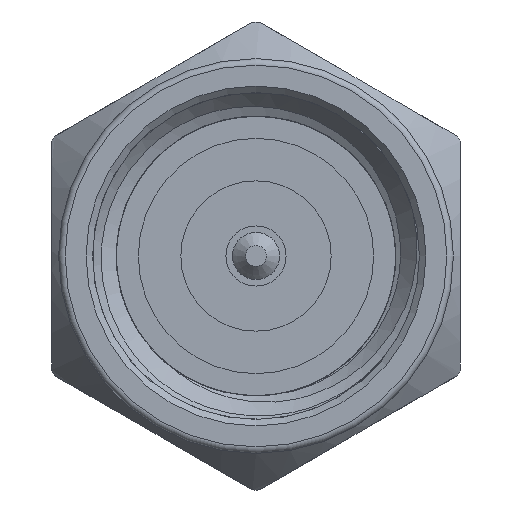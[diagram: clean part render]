
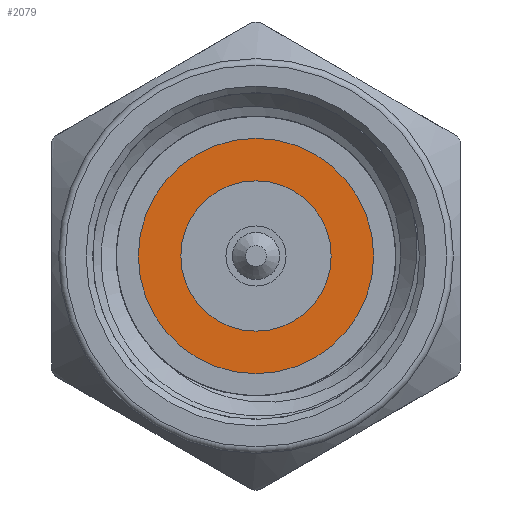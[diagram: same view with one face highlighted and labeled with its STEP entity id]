
A CAD part, left-side view. The second image highlights one B-rep face of the part: STEP entity #2079.
In plain terms, the highlighted planar face has unit normal (-1, 0, 0).
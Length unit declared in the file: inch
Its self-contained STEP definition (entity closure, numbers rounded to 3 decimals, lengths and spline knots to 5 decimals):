
#38 = EDGE_CURVE ( 'NONE', #3634, #3634, #3572, .T. ) ;
#209 = CARTESIAN_POINT ( 'NONE',  ( 0.125, -0.09, 0. ) ) ;
#215 = AXIS2_PLACEMENT_3D ( 'NONE', #2490, #4029, #595 ) ;
#360 = FACE_BOUND ( 'NONE', #4207, .T. ) ;
#412 = PLANE ( 'NONE',  #2692 ) ;
#458 = CIRCLE ( 'NONE', #215, 0.05748 ) ;
#595 = DIRECTION ( 'NONE',  ( 0., -1., 0. ) ) ;
#1428 = EDGE_CURVE ( 'NONE', #2929, #2929, #458, .T. ) ;
#1932 = CARTESIAN_POINT ( 'NONE',  ( 0.125, 0., 0. ) ) ;
#2029 = DIRECTION ( 'NONE',  ( 0., 0., 1. ) ) ;
#2079 = ADVANCED_FACE ( 'NONE', ( #360, #3406 ), #412, .T. ) ;
#2271 = ORIENTED_EDGE ( 'NONE', *, *, #1428, .F. ) ;
#2490 = CARTESIAN_POINT ( 'NONE',  ( 0.125, 0., 0. ) ) ;
#2530 = AXIS2_PLACEMENT_3D ( 'NONE', #4834, #3351, #2953 ) ;
#2692 = AXIS2_PLACEMENT_3D ( 'NONE', #1932, #4662, #2029 ) ;
#2929 = VERTEX_POINT ( 'NONE', #4463 ) ;
#2953 = DIRECTION ( 'NONE',  ( 0., -1., 0. ) ) ;
#3020 = EDGE_LOOP ( 'NONE', ( #3179 ) ) ;
#3179 = ORIENTED_EDGE ( 'NONE', *, *, #38, .T. ) ;
#3351 = DIRECTION ( 'NONE',  ( -1., 0., 0. ) ) ;
#3406 = FACE_OUTER_BOUND ( 'NONE', #3020, .T. ) ;
#3572 = CIRCLE ( 'NONE', #2530, 0.09 ) ;
#3634 = VERTEX_POINT ( 'NONE', #209 ) ;
#4029 = DIRECTION ( 'NONE',  ( -1., 0., 0. ) ) ;
#4207 = EDGE_LOOP ( 'NONE', ( #2271 ) ) ;
#4463 = CARTESIAN_POINT ( 'NONE',  ( 0.125, -0.05748, 0. ) ) ;
#4662 = DIRECTION ( 'NONE',  ( -1., 0., 0. ) ) ;
#4834 = CARTESIAN_POINT ( 'NONE',  ( 0.125, 0., 0. ) ) ;
